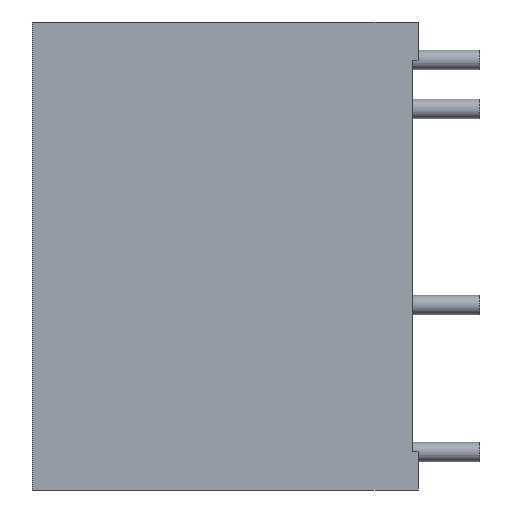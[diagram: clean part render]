
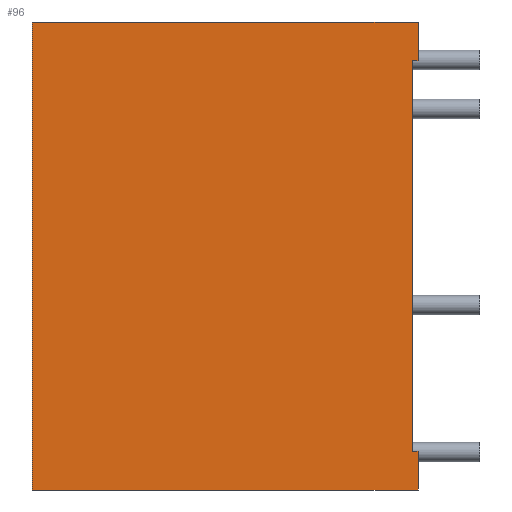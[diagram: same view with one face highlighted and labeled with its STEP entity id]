
A CAD part, left-side view. The second image highlights one B-rep face of the part: STEP entity #96.
In plain terms, the highlighted face is planar.
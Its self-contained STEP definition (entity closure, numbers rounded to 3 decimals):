
#96=ADVANCED_FACE('',(#798),#800,.T.);
#798=FACE_BOUND('',#799,.T.);
#799=EDGE_LOOP('',(#11548,#11549,#11550,#11551,#11552,#11553,#11554,#11555));
#800=PLANE('',#801);
#801=AXIS2_PLACEMENT_3D('',#802,#803,#804);
#802=CARTESIAN_POINT('',(0.,0.,-2.665));
#803=DIRECTION('',(0.,0.,-1.));
#804=DIRECTION('',(-1.,0.,0.));
#11548=ORIENTED_EDGE('',*,*,#14388,.F.);
#11549=ORIENTED_EDGE('',*,*,#14408,.F.);
#11550=ORIENTED_EDGE('',*,*,#14402,.F.);
#11551=ORIENTED_EDGE('',*,*,#14412,.F.);
#11552=ORIENTED_EDGE('',*,*,#14413,.T.);
#11553=ORIENTED_EDGE('',*,*,#14002,.F.);
#11554=ORIENTED_EDGE('',*,*,#14414,.F.);
#11555=ORIENTED_EDGE('',*,*,#14415,.F.);
#14002=EDGE_CURVE('',#15448,#15451,#15452,.T.);
#14388=EDGE_CURVE('',#16220,#16222,#16223,.T.);
#14402=EDGE_CURVE('',#16244,#16246,#16247,.T.);
#14408=EDGE_CURVE('',#16246,#16220,#16256,.T.);
#14412=EDGE_CURVE('',#16262,#16244,#16263,.T.);
#14413=EDGE_CURVE('',#16262,#15451,#16264,.T.);
#14414=EDGE_CURVE('',#16265,#15448,#16266,.T.);
#14415=EDGE_CURVE('',#16222,#16265,#16267,.T.);
#15448=VERTEX_POINT('',#17873);
#15451=VERTEX_POINT('',#17878);
#15452=LINE('',#17879,#17880);
#16220=VERTEX_POINT('',#25401);
#16222=VERTEX_POINT('',#25405);
#16223=LINE('',#25406,#25407);
#16244=VERTEX_POINT('',#25453);
#16246=VERTEX_POINT('',#25457);
#16247=LINE('',#25458,#25459);
#16256=LINE('',#25479,#25480);
#16262=VERTEX_POINT('',#25493);
#16263=LINE('',#25494,#25495);
#16264=LINE('',#25497,#25498);
#16265=VERTEX_POINT('',#25500);
#16266=LINE('',#25501,#25502);
#16267=LINE('',#25504,#25505);
#17873=CARTESIAN_POINT('',(-10.125,-0.,-2.665));
#17878=CARTESIAN_POINT('',(10.125,0.,-2.665));
#17879=CARTESIAN_POINT('',(-10.125,0.,-2.665));
#17880=VECTOR('',#17881,1.);
#17881=DIRECTION('',(1.,0.,0.));
#25401=CARTESIAN_POINT('',(-12.125,19.7,-2.665));
#25405=CARTESIAN_POINT('',(-12.125,-0.3,-2.665));
#25406=CARTESIAN_POINT('',(-12.125,19.7,-2.665));
#25407=VECTOR('',#25408,1.);
#25408=DIRECTION('',(0.,-1.,0.));
#25453=CARTESIAN_POINT('',(12.125,-0.3,-2.665));
#25457=CARTESIAN_POINT('',(12.125,19.7,-2.665));
#25458=CARTESIAN_POINT('',(12.125,-0.3,-2.665));
#25459=VECTOR('',#25460,1.);
#25460=DIRECTION('',(0.,1.,0.));
#25479=CARTESIAN_POINT('',(12.125,19.7,-2.665));
#25480=VECTOR('',#25481,1.);
#25481=DIRECTION('',(-1.,0.,0.));
#25493=CARTESIAN_POINT('',(10.125,-0.3,-2.665));
#25494=CARTESIAN_POINT('',(10.125,-0.3,-2.665));
#25495=VECTOR('',#25496,1.);
#25496=DIRECTION('',(1.,0.,0.));
#25497=CARTESIAN_POINT('',(10.125,-0.3,-2.665));
#25498=VECTOR('',#25499,1.);
#25499=DIRECTION('',(0.,1.,0.));
#25500=CARTESIAN_POINT('',(-10.125,-0.3,-2.665));
#25501=CARTESIAN_POINT('',(-10.125,-0.3,-2.665));
#25502=VECTOR('',#25503,1.);
#25503=DIRECTION('',(0.,1.,0.));
#25504=CARTESIAN_POINT('',(-12.125,-0.3,-2.665));
#25505=VECTOR('',#25506,1.);
#25506=DIRECTION('',(1.,0.,0.));
